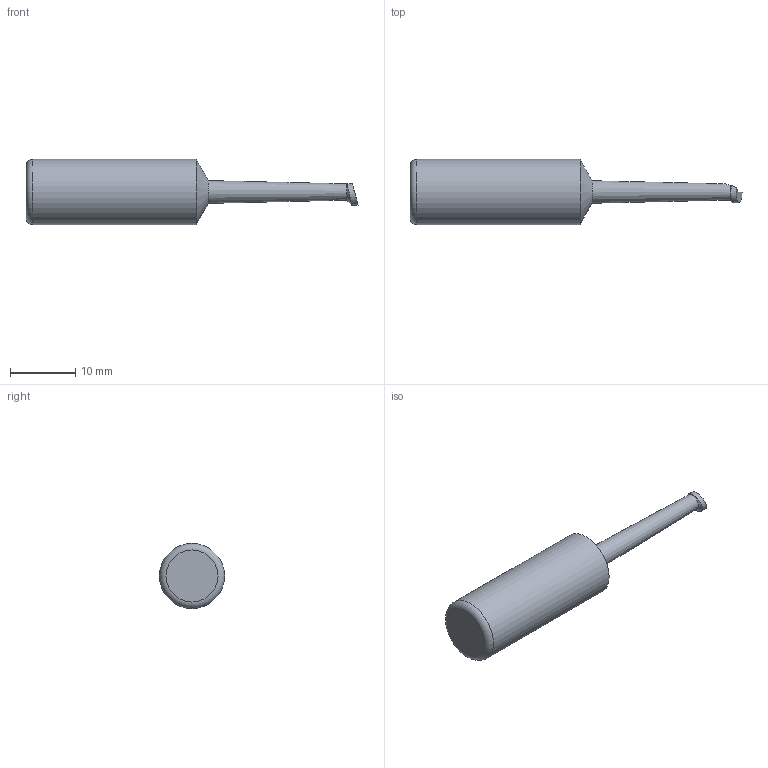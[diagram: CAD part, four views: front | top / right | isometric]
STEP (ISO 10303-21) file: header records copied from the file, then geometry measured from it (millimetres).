
FILE_DESCRIPTION (( 'STEP AP214' ), '1' );
FILE_NAME ('U10.B04.002.023.STEP', '2020-10-01T11:35:40', ( '' ), ( '' ), 'SwSTEP 2.0', 'SolidWorks 2017', '' );
FILE_SCHEMA (( 'AUTOMOTIVE_DESIGN' ));
Length unit declared in the file: millimetre
Products named in the file (1): U10.B04.002.023
Bounding box: 51 x 10 x 10 mm (x, y, z)
Volume: 2273.9 mm3; surface area: 1182.2 mm2
Topology: 1 solids, 1 shells, 10 faces, 21 edges, 13 vertices
Faces by surface type: plane 4, cone 3, cylinder 2, torus 1
Full cylindrical faces by diameter (mm): 10 x1
Entity records: 298 total; most frequent: CARTESIAN_POINT 79, DIRECTION 38, ORIENTED_EDGE 32, AXIS2_PLACEMENT_3D 16, EDGE_CURVE 16, EDGE_LOOP 14, VERTEX_POINT 12, FACE_OUTER_BOUND 12
